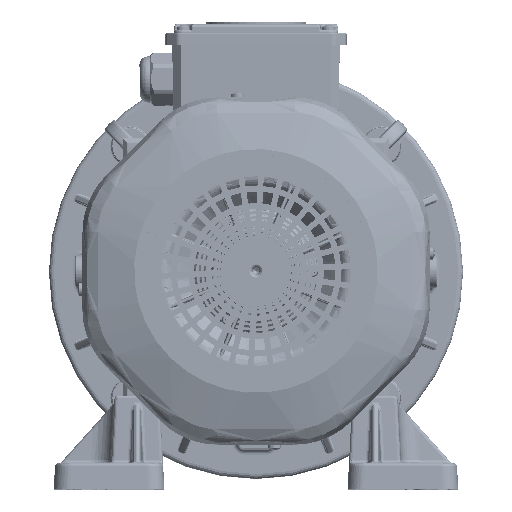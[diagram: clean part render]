
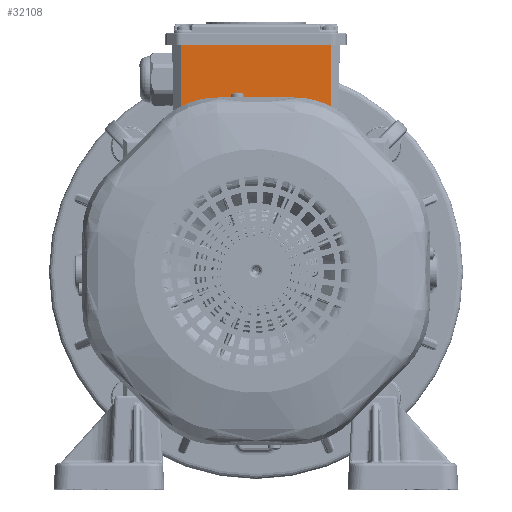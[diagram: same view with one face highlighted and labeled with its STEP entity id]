
A CAD part, top view. The second image highlights one B-rep face of the part: STEP entity #32108.
In plain terms, the highlighted planar face has unit normal (0, -0.018, 1).
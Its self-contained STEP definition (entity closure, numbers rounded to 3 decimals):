
#32108=ADVANCED_FACE('',(#46582),#36688,.T.);
#36688=PLANE('',#211944);
#46582=FACE_OUTER_BOUND('',#59207,.T.);
#59207=EDGE_LOOP('',(#105641,#105642,#105643,#105644));
#105641=ORIENTED_EDGE('',*,*,#158093,.T.);
#105642=ORIENTED_EDGE('',*,*,#158092,.F.);
#105643=ORIENTED_EDGE('',*,*,#158094,.F.);
#105644=ORIENTED_EDGE('',*,*,#158095,.T.);
#130869=VERTEX_POINT('',#415373);
#130872=VERTEX_POINT('',#415378);
#130873=VERTEX_POINT('',#415382);
#130874=VERTEX_POINT('',#415384);
#158092=EDGE_CURVE('',#130872,#130869,#172033,.T.);
#158093=EDGE_CURVE('',#130873,#130869,#172034,.T.);
#158094=EDGE_CURVE('',#130874,#130872,#172035,.T.);
#158095=EDGE_CURVE('',#130874,#130873,#172036,.T.);
#172033=LINE('',#415379,#181447);
#172034=LINE('',#415381,#181448);
#172035=LINE('',#415383,#181449);
#172036=LINE('',#415385,#181450);
#181447=VECTOR('',#257367,1.);
#181448=VECTOR('',#257370,1.);
#181449=VECTOR('',#257371,1.);
#181450=VECTOR('',#257372,1.);
#211944=AXIS2_PLACEMENT_3D('',#415386,#257373,#257374);
#257367=DIRECTION('',(-0.007,1.,0.017));
#257370=DIRECTION('',(-1.,0.,0.));
#257371=DIRECTION('',(-1.,0.,0.));
#257372=DIRECTION('',(0.007,1.,0.017));
#257373=DIRECTION('',(0.,-0.017,1.));
#257374=DIRECTION('',(0.,1.,0.017));
#415373=CARTESIAN_POINT('',(-45.457,126.177,97.689));
#415378=CARTESIAN_POINT('',(-45.172,86.677,97.));
#415379=CARTESIAN_POINT('',(-45.172,86.677,97.));
#415381=CARTESIAN_POINT('',(45.172,126.177,97.689));
#415382=CARTESIAN_POINT('',(45.457,126.177,97.689));
#415383=CARTESIAN_POINT('',(45.172,86.677,97.));
#415384=CARTESIAN_POINT('',(45.172,86.677,97.));
#415385=CARTESIAN_POINT('',(45.172,86.677,97.));
#415386=CARTESIAN_POINT('',(45.172,86.677,97.));
